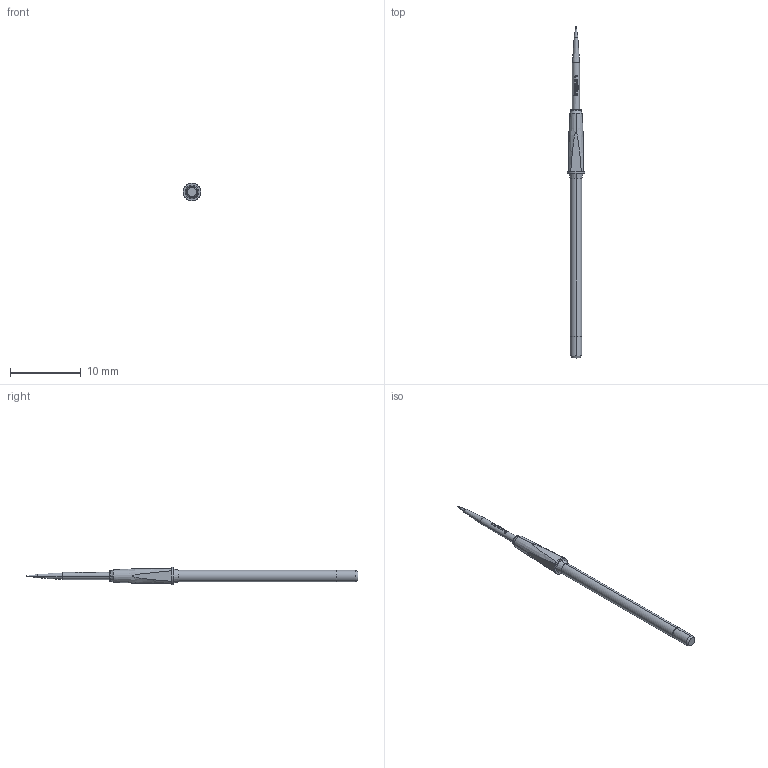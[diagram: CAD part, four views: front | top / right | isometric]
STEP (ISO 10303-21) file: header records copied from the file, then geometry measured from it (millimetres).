
FILE_DESCRIPTION (( 'STEP AP203' ), '1' );
FILE_NAME ('INGUN_GKS-112_251_108_A_xx10_MDL.STEP', '2022-01-21T09:06:17', ( 'ochi' ), ( '' ), 'SwSTEP 2.0', 'SolidWorks 2018', '' );
FILE_SCHEMA (( 'CONFIG_CONTROL_DESIGN' ));
Length unit declared in the file: millimetre
Products named in the file (1): INGUN_GKS-112_251_108_A_xx10_MDL
Bounding box: 2.5 x 46.9 x 2.5 mm (x, y, z)
Volume: 91.9 mm3; surface area: 229.7 mm2
Topology: 1 solids, 1 shells, 104 faces, 260 edges, 166 vertices
Faces by surface type: plane 52, bspline 22, cylinder 14, cone 10, torus 6
Entity records: 3555 total; most frequent: CARTESIAN_POINT 1165, ORIENTED_EDGE 520, DIRECTION 420, EDGE_CURVE 260, AXIS2_PLACEMENT_3D 169, VERTEX_POINT 166, EDGE_LOOP 112, ADVANCED_FACE 104
